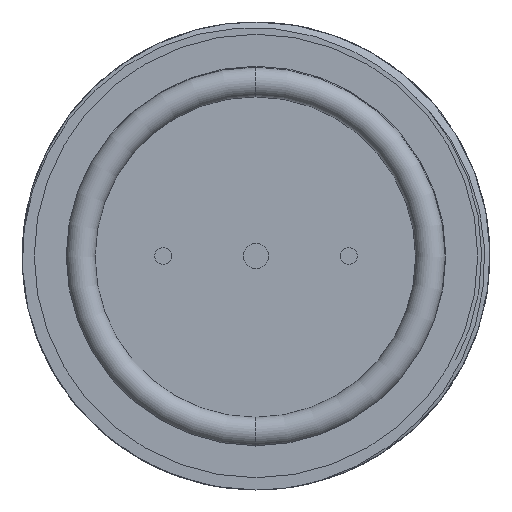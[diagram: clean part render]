
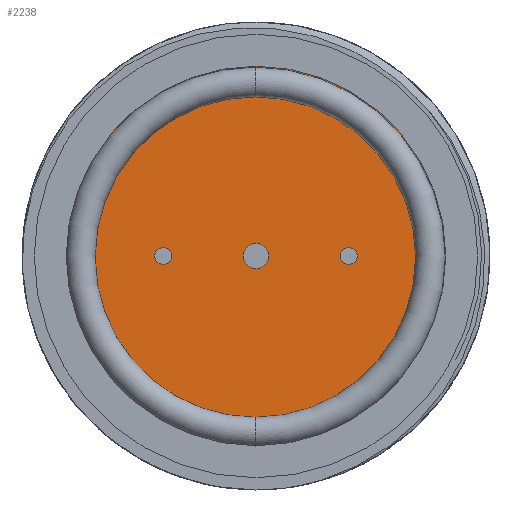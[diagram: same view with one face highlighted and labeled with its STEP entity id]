
A CAD part, front view. The second image highlights one B-rep face of the part: STEP entity #2238.
In plain terms, the highlighted planar face has unit normal (0, -1, 0).
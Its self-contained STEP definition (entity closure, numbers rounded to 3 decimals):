
#98 = DIRECTION ( 'NONE',  ( 0., -1., 0. ) ) ;
#144 = EDGE_CURVE ( 'NONE', #5520, #2967, #2930, .T. ) ;
#192 = CARTESIAN_POINT ( 'NONE',  ( 11., 2.7, 0. ) ) ;
#242 = EDGE_LOOP ( 'NONE', ( #6175, #5437 ) ) ;
#295 = AXIS2_PLACEMENT_3D ( 'NONE', #6781, #3312, #7359 ) ;
#504 = VERTEX_POINT ( 'NONE', #5184 ) ;
#511 = AXIS2_PLACEMENT_3D ( 'NONE', #2052, #6092, #2650 ) ;
#605 = DIRECTION ( 'NONE',  ( 0., 0., -1. ) ) ;
#654 = ORIENTED_EDGE ( 'NONE', *, *, #4002, .T. ) ;
#1111 = CARTESIAN_POINT ( 'NONE',  ( 0., 2.7, 0. ) ) ;
#1199 = EDGE_CURVE ( 'NONE', #2739, #4249, #1627, .T. ) ;
#1459 = EDGE_CURVE ( 'NONE', #4249, #2739, #7241, .T. ) ;
#1486 = EDGE_LOOP ( 'NONE', ( #654, #2530 ) ) ;
#1489 = DIRECTION ( 'NONE',  ( 0., 0., -1. ) ) ;
#1516 = ORIENTED_EDGE ( 'NONE', *, *, #144, .F. ) ;
#1582 = ORIENTED_EDGE ( 'NONE', *, *, #4544, .F. ) ;
#1627 = CIRCLE ( 'NONE', #1735, 1. ) ;
#1650 = EDGE_CURVE ( 'NONE', #4456, #4867, #1918, .T. ) ;
#1735 = AXIS2_PLACEMENT_3D ( 'NONE', #4968, #2584, #6053 ) ;
#1918 = CIRCLE ( 'NONE', #6380, 22.5 ) ;
#2052 = CARTESIAN_POINT ( 'NONE',  ( 11., 2.7, 0. ) ) ;
#2238 = ADVANCED_FACE ( 'NONE', ( #7393, #4517, #6597, #5897 ), #6660, .T. ) ;
#2530 = ORIENTED_EDGE ( 'NONE', *, *, #1650, .T. ) ;
#2584 = DIRECTION ( 'NONE',  ( 0., -1., 0. ) ) ;
#2650 = DIRECTION ( 'NONE',  ( 0., 0., -1. ) ) ;
#2739 = VERTEX_POINT ( 'NONE', #6763 ) ;
#2893 = DIRECTION ( 'NONE',  ( 0., 0., -1. ) ) ;
#2930 = CIRCLE ( 'NONE', #6566, 1. ) ;
#2967 = VERTEX_POINT ( 'NONE', #4182 ) ;
#3136 = DIRECTION ( 'NONE',  ( 0., -1., 0. ) ) ;
#3146 = CIRCLE ( 'NONE', #295, 1.5 ) ;
#3312 = DIRECTION ( 'NONE',  ( 0., -1., 0. ) ) ;
#3463 = DIRECTION ( 'NONE',  ( 0., -1., 0. ) ) ;
#3487 = EDGE_CURVE ( 'NONE', #504, #6824, #3146, .T. ) ;
#3569 = CARTESIAN_POINT ( 'NONE',  ( 0., 2.7, 0. ) ) ;
#3625 = EDGE_LOOP ( 'NONE', ( #1516, #1582 ) ) ;
#3670 = DIRECTION ( 'NONE',  ( 0., -1., 0. ) ) ;
#3686 = AXIS2_PLACEMENT_3D ( 'NONE', #5500, #6090, #1489 ) ;
#3720 = ORIENTED_EDGE ( 'NONE', *, *, #7132, .F. ) ;
#3819 = CIRCLE ( 'NONE', #7148, 22.5 ) ;
#3828 = AXIS2_PLACEMENT_3D ( 'NONE', #6594, #3136, #7188 ) ;
#3897 = CARTESIAN_POINT ( 'NONE',  ( 0., 2.7, -1.5 ) ) ;
#4002 = EDGE_CURVE ( 'NONE', #4867, #4456, #3819, .T. ) ;
#4180 = DIRECTION ( 'NONE',  ( 0., 0., -1. ) ) ;
#4182 = CARTESIAN_POINT ( 'NONE',  ( 11., 2.7, 1. ) ) ;
#4249 = VERTEX_POINT ( 'NONE', #5121 ) ;
#4301 = CARTESIAN_POINT ( 'NONE',  ( 0., 2.7, -22.5 ) ) ;
#4456 = VERTEX_POINT ( 'NONE', #6546 ) ;
#4517 = FACE_BOUND ( 'NONE', #3625, .T. ) ;
#4544 = EDGE_CURVE ( 'NONE', #2967, #5520, #5274, .T. ) ;
#4657 = ORIENTED_EDGE ( 'NONE', *, *, #3487, .F. ) ;
#4746 = CIRCLE ( 'NONE', #3828, 1.5 ) ;
#4867 = VERTEX_POINT ( 'NONE', #4301 ) ;
#4968 = CARTESIAN_POINT ( 'NONE',  ( -11., 2.7, 0. ) ) ;
#5121 = CARTESIAN_POINT ( 'NONE',  ( -11., 2.7, -1. ) ) ;
#5184 = CARTESIAN_POINT ( 'NONE',  ( 0., 2.7, 1.5 ) ) ;
#5274 = CIRCLE ( 'NONE', #511, 1. ) ;
#5311 = AXIS2_PLACEMENT_3D ( 'NONE', #1111, #5837, #605 ) ;
#5437 = ORIENTED_EDGE ( 'NONE', *, *, #1199, .F. ) ;
#5500 = CARTESIAN_POINT ( 'NONE',  ( -11., 2.7, 0. ) ) ;
#5520 = VERTEX_POINT ( 'NONE', #6981 ) ;
#5837 = DIRECTION ( 'NONE',  ( 0., -1., 0. ) ) ;
#5897 = FACE_OUTER_BOUND ( 'NONE', #1486, .T. ) ;
#6053 = DIRECTION ( 'NONE',  ( 0., 0., -1. ) ) ;
#6090 = DIRECTION ( 'NONE',  ( 0., -1., 0. ) ) ;
#6092 = DIRECTION ( 'NONE',  ( 0., -1., 0. ) ) ;
#6175 = ORIENTED_EDGE ( 'NONE', *, *, #1459, .F. ) ;
#6380 = AXIS2_PLACEMENT_3D ( 'NONE', #7515, #3463, #2893 ) ;
#6523 = EDGE_LOOP ( 'NONE', ( #3720, #4657 ) ) ;
#6546 = CARTESIAN_POINT ( 'NONE',  ( 0., 2.7, 22.5 ) ) ;
#6566 = AXIS2_PLACEMENT_3D ( 'NONE', #192, #3670, #7133 ) ;
#6594 = CARTESIAN_POINT ( 'NONE',  ( 0., 2.7, 0. ) ) ;
#6597 = FACE_BOUND ( 'NONE', #6523, .T. ) ;
#6660 = PLANE ( 'NONE',  #5311 ) ;
#6763 = CARTESIAN_POINT ( 'NONE',  ( -11., 2.7, 1. ) ) ;
#6781 = CARTESIAN_POINT ( 'NONE',  ( 0., 2.7, 0. ) ) ;
#6824 = VERTEX_POINT ( 'NONE', #3897 ) ;
#6981 = CARTESIAN_POINT ( 'NONE',  ( 11., 2.7, -1. ) ) ;
#7132 = EDGE_CURVE ( 'NONE', #6824, #504, #4746, .T. ) ;
#7133 = DIRECTION ( 'NONE',  ( 0., 0., -1. ) ) ;
#7148 = AXIS2_PLACEMENT_3D ( 'NONE', #3569, #98, #4180 ) ;
#7188 = DIRECTION ( 'NONE',  ( 0., 0., -1. ) ) ;
#7241 = CIRCLE ( 'NONE', #3686, 1. ) ;
#7359 = DIRECTION ( 'NONE',  ( 0., 0., -1. ) ) ;
#7393 = FACE_BOUND ( 'NONE', #242, .T. ) ;
#7515 = CARTESIAN_POINT ( 'NONE',  ( 0., 2.7, 0. ) ) ;
